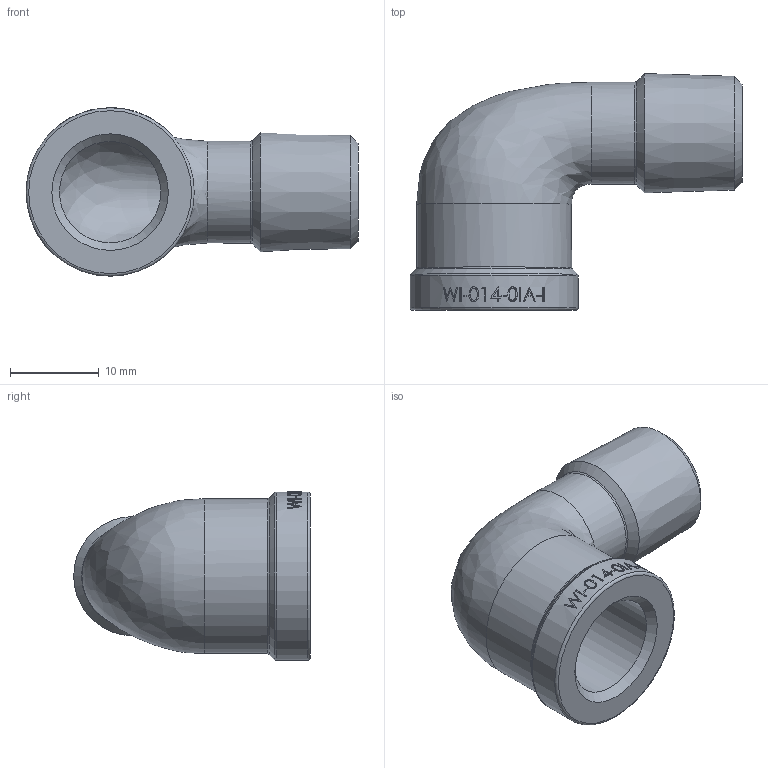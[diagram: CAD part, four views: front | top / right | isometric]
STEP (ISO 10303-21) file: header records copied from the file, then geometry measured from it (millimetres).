
FILE_DESCRIPTION (( 'STEP AP214' ), '1' );
FILE_NAME ('WI-014-0IA-I Winkel IG-AG ISO4144 2306.STEP', '2023-06-06T12:40:28', ( '' ), ( '' ), 'SwSTEP 2.0', 'SolidWorks 2019', '' );
FILE_SCHEMA (( 'AUTOMOTIVE_DESIGN' ));
Length unit declared in the file: millimetre
Products named in the file (1): WI-014-0IA-I Winkel IG-AG ISO4144 2306
Bounding box: 37.5 x 26.74 x 19.03 mm (x, y, z)
Volume: 4023 mm3; surface area: 3739.4 mm2
Topology: 1 solids, 1 shells, 123 faces, 309 edges, 203 vertices
Faces by surface type: plane 52, bspline 37, cylinder 22, cone 6, torus 6
Full cylindrical faces by diameter (mm): 8 x1, 11.437 x1, 11.5 x1, 14 x1, 17.5 x1, 19 x1
Entity records: 9119 total; most frequent: CARTESIAN_POINT 5492, ORIENTED_EDGE 554, DIRECTION 411, EDGE_CURVE 277, VERTEX_POINT 192, AXIS2_PLACEMENT_3D 168, EDGE_LOOP 161, FACE_OUTER_BOUND 137
